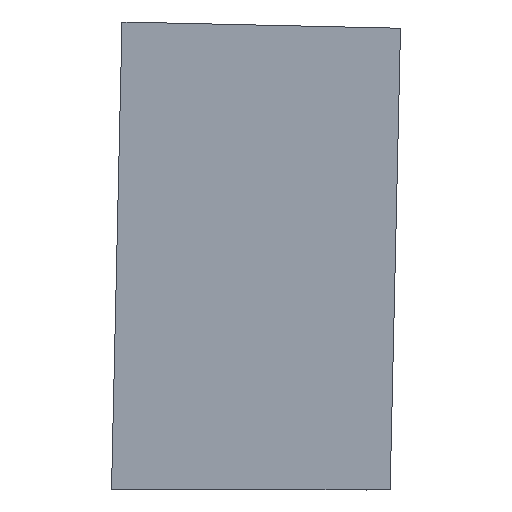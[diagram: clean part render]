
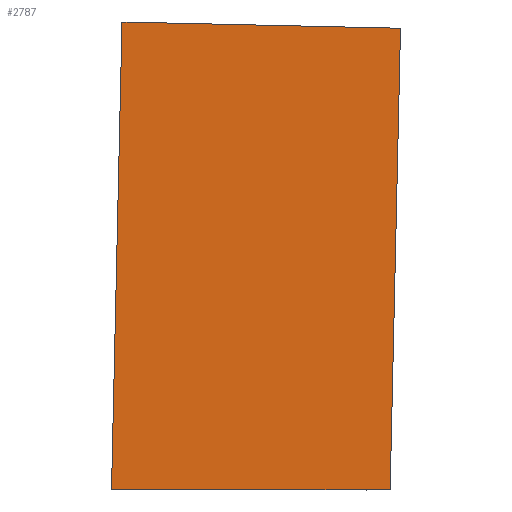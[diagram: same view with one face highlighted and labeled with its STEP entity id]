
A CAD part, front view. The second image highlights one B-rep face of the part: STEP entity #2787.
In plain terms, the highlighted planar face has unit normal (0, -1, 0).
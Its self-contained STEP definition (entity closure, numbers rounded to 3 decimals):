
#45=PLANE('',#2830);
#83=LINE('',#11590,#128);
#86=LINE('',#11596,#131);
#88=LINE('',#11599,#133);
#89=LINE('',#11601,#134);
#128=VECTOR('',#2920,10.);
#131=VECTOR('',#2925,10.);
#133=VECTOR('',#2929,10.);
#134=VECTOR('',#2932,10.);
#291=FACE_OUTER_BOUND('',#448,.T.);
#448=EDGE_LOOP('',(#2488,#2489,#2490,#2491));
#1127=VERTEX_POINT('',#11587);
#1128=VERTEX_POINT('',#11589);
#1129=VERTEX_POINT('',#11593);
#1130=VERTEX_POINT('',#11595);
#1569=EDGE_CURVE('',#1127,#1128,#83,.F.);
#1572=EDGE_CURVE('',#1129,#1130,#86,.T.);
#1574=EDGE_CURVE('',#1128,#1129,#88,.T.);
#1575=EDGE_CURVE('',#1130,#1127,#89,.T.);
#2488=ORIENTED_EDGE('',*,*,#1569,.F.);
#2489=ORIENTED_EDGE('',*,*,#1575,.F.);
#2490=ORIENTED_EDGE('',*,*,#1572,.F.);
#2491=ORIENTED_EDGE('',*,*,#1574,.F.);
#2787=ADVANCED_FACE('',(#291),#45,.F.);
#2830=AXIS2_PLACEMENT_3D('',#12712,#2934,#2935);
#2920=DIRECTION('',(1.,0.,0.));
#2925=DIRECTION('',(1.,0.,-0.022));
#2929=DIRECTION('',(0.022,0.,1.));
#2932=DIRECTION('',(-0.022,0.,-1.));
#2934=DIRECTION('center_axis',(0.,1.,0.));
#2935=DIRECTION('ref_axis',(1.,0.,0.));
#11587=CARTESIAN_POINT('',(994.44,-225.,5.096));
#11589=CARTESIAN_POINT('',(-92.584,-225.,5.096));
#11590=CARTESIAN_POINT('',(192.232,-225.,5.096));
#11593=CARTESIAN_POINT('',(-51.7,-225.,1830.204));
#11595=CARTESIAN_POINT('',(1034.779,-225.,1805.866));
#11596=CARTESIAN_POINT('',(-51.7,-225.,1830.204));
#11599=CARTESIAN_POINT('',(-92.024,-225.,30.096));
#11601=CARTESIAN_POINT('',(1034.779,-225.,1805.866));
#12712=CARTESIAN_POINT('Origin',(451.488,-225.,898.658));
